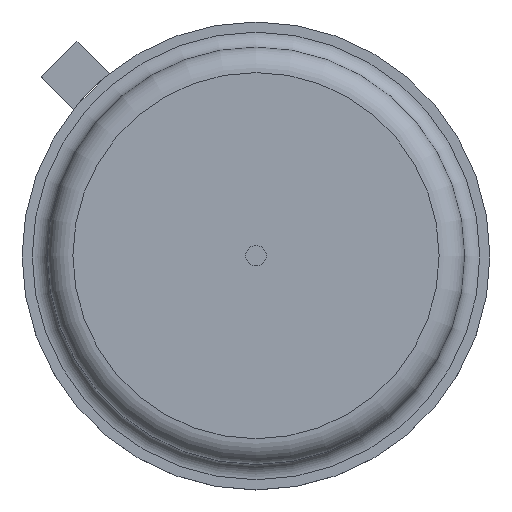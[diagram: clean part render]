
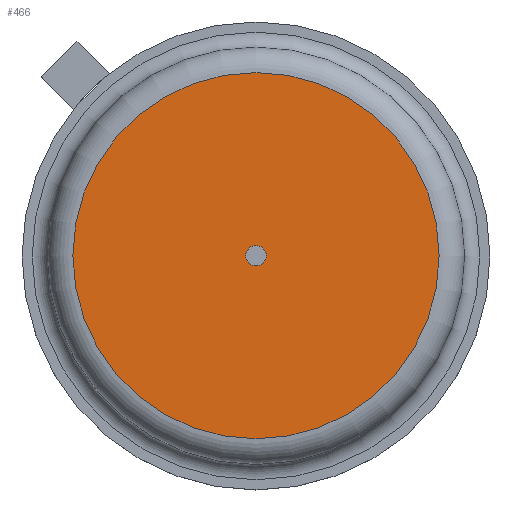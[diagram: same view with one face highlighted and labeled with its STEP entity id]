
A CAD part, top view. The second image highlights one B-rep face of the part: STEP entity #466.
In plain terms, the highlighted planar face has unit normal (0, 0, 1).
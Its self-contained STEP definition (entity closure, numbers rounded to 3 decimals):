
#67=PLANE('',#539);
#101=FACE_BOUND('',#185,.T.);
#126=FACE_OUTER_BOUND('',#184,.T.);
#184=EDGE_LOOP('',(#372));
#185=EDGE_LOOP('',(#373));
#240=CIRCLE('',#532,0.2);
#242=CIRCLE('',#536,3.6);
#274=VERTEX_POINT('',#800);
#276=VERTEX_POINT('',#806);
#314=EDGE_CURVE('',#274,#274,#240,.T.);
#316=EDGE_CURVE('',#276,#276,#242,.T.);
#372=ORIENTED_EDGE('',*,*,#316,.F.);
#373=ORIENTED_EDGE('',*,*,#314,.T.);
#466=ADVANCED_FACE('',(#126,#101),#67,.T.);
#532=AXIS2_PLACEMENT_3D('',#801,#635,#636);
#536=AXIS2_PLACEMENT_3D('',#807,#643,#644);
#539=AXIS2_PLACEMENT_3D('',#811,#649,#650);
#635=DIRECTION('center_axis',(0.,0.,-1.));
#636=DIRECTION('ref_axis',(-1.,0.,0.));
#643=DIRECTION('center_axis',(0.,0.,-1.));
#644=DIRECTION('ref_axis',(-1.,0.,0.));
#649=DIRECTION('center_axis',(0.,0.,1.));
#650=DIRECTION('ref_axis',(1.,0.,0.));
#800=CARTESIAN_POINT('',(0.2,0.,4.));
#801=CARTESIAN_POINT('Origin',(0.,0.,4.));
#806=CARTESIAN_POINT('',(3.6,0.,4.));
#807=CARTESIAN_POINT('Origin',(0.,0.,4.));
#811=CARTESIAN_POINT('Origin',(0.,0.,
4.));
